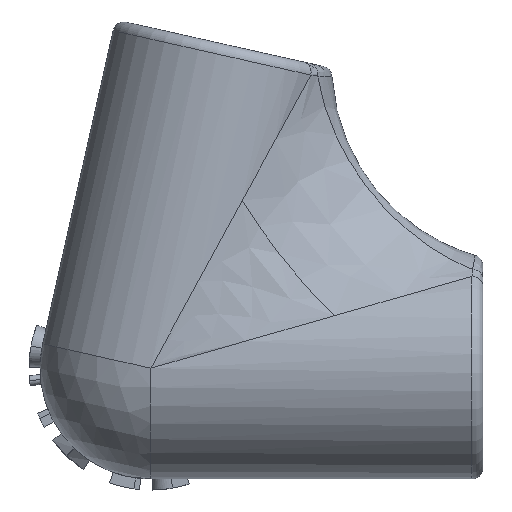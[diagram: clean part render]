
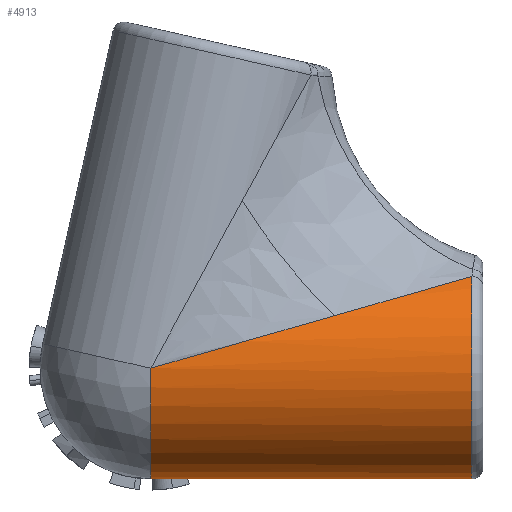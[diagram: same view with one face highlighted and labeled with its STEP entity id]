
A CAD part, front view. The second image highlights one B-rep face of the part: STEP entity #4913.
In plain terms, the highlighted cylindrical face has radius 5 mm (diameter 10 mm), a partial arc.
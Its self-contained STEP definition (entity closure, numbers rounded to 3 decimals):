
#17 = CARTESIAN_POINT ( 'NONE',  ( 12.342, -3.544, 3.527 ) ) ;
#51 = CARTESIAN_POINT ( 'NONE',  ( 11.444, -3.782, 3.271 ) ) ;
#90 = CARTESIAN_POINT ( 'NONE',  ( 14.223, -2.911, 4.065 ) ) ;
#112 = CYLINDRICAL_SURFACE ( 'NONE', #399, 5. ) ;
#126 = CARTESIAN_POINT ( 'NONE',  ( 10.685, -3.961, 3.054 ) ) ;
#212 = DIRECTION ( 'NONE',  ( -1., 0., 0. ) ) ;
#219 = AXIS2_PLACEMENT_3D ( 'NONE', #709, #212, #1809 ) ;
#342 = CARTESIAN_POINT ( 'NONE',  ( 14.5, -2.797, 4.144 ) ) ;
#399 = AXIS2_PLACEMENT_3D ( 'NONE', #509, #2661, #2133 ) ;
#509 = CARTESIAN_POINT ( 'NONE',  ( 15., 0., 0. ) ) ;
#525 = CARTESIAN_POINT ( 'NONE',  ( 9.927, -4.117, 2.837 ) ) ;
#550 = CARTESIAN_POINT ( 'NONE',  ( 10.227, -4.057, 2.923 ) ) ;
#599 = CARTESIAN_POINT ( 'NONE',  ( 0., 0., -5. ) ) ;
#623 = CARTESIAN_POINT ( 'NONE',  ( 13.961, -3.014, 3.99 ) ) ;
#645 = EDGE_LOOP ( 'NONE', ( #4319, #6141, #752, #5772, #1589, #1350, #4559 ) ) ;
#709 = CARTESIAN_POINT ( 'NONE',  ( 14.5, 0., 0. ) ) ;
#752 = ORIENTED_EDGE ( 'NONE', *, *, #6163, .T. ) ;
#780 = CARTESIAN_POINT ( 'NONE',  ( 0., 0., 0. ) ) ;
#789 = CIRCLE ( 'NONE', #219, 5. ) ;
#814 = DIRECTION ( 'NONE',  ( 0., 0., -1. ) ) ;
#953 = CARTESIAN_POINT ( 'NONE',  ( 0., -5., 0. ) ) ;
#1062 = CARTESIAN_POINT ( 'NONE',  ( 12.441, -3.515, 3.556 ) ) ;
#1072 = CARTESIAN_POINT ( 'NONE',  ( 19.38, 6.922, -0.647 ) ) ;
#1187 = FACE_OUTER_BOUND ( 'NONE', #645, .T. ) ;
#1201 = CARTESIAN_POINT ( 'NONE',  ( 8.297, -4.402, 2.371 ) ) ;
#1280 = CARTESIAN_POINT ( 'NONE',  ( 14.5, 0., 0. ) ) ;
#1301 =( BOUNDED_CURVE ( )  B_SPLINE_CURVE ( 3, ( #5854, #3661, #1544, #6232 ),
 .UNSPECIFIED., .F., .T. ) 
 B_SPLINE_CURVE_WITH_KNOTS ( ( 4, 4 ),
 ( 2.246, 2.548 ),
 .UNSPECIFIED. ) 
 CURVE ( )  GEOMETRIC_REPRESENTATION_ITEM ( )  RATIONAL_B_SPLINE_CURVE ( ( 1., 0.992, 0.992, 1. ) ) 
 REPRESENTATION_ITEM ( '' )  );
#1350 = ORIENTED_EDGE ( 'NONE', *, *, #2658, .T. ) ;
#1544 = CARTESIAN_POINT ( 'NONE',  ( 13.51, 3.216, 3.862 ) ) ;
#1589 = ORIENTED_EDGE ( 'NONE', *, *, #3966, .T. ) ;
#1628 = CARTESIAN_POINT ( 'NONE',  ( 11.62, -3.738, 3.321 ) ) ;
#1647 = CARTESIAN_POINT ( 'NONE',  ( 0., -5., 0. ) ) ;
#1662 = CARTESIAN_POINT ( 'NONE',  ( 13.144, -3.299, 3.757 ) ) ;
#1695 = CARTESIAN_POINT ( 'NONE',  ( 12.614, -3.465, 3.605 ) ) ;
#1766 = CARTESIAN_POINT ( 'NONE',  ( 8.828, -4.32, 2.523 ) ) ;
#1809 = DIRECTION ( 'NONE',  ( 0., 0., -1. ) ) ;
#2021 =( BOUNDED_CURVE ( )  B_SPLINE_CURVE ( 3, ( #3800, #3222, #6562, #1647 ),
 .UNSPECIFIED., .F., .T. ) 
 B_SPLINE_CURVE_WITH_KNOTS ( ( 4, 4 ),
 ( 4.218, 4.712 ),
 .UNSPECIFIED. ) 
 CURVE ( )  GEOMETRIC_REPRESENTATION_ITEM ( )  RATIONAL_B_SPLINE_CURVE ( ( 1., 0.98, 0.98, 1. ) ) 
 REPRESENTATION_ITEM ( '' )  );
#2030 = CARTESIAN_POINT ( 'NONE',  ( 0., 0., -5. ) ) ;
#2133 = DIRECTION ( 'NONE',  ( 0., 0., 1. ) ) ;
#2147 = CARTESIAN_POINT ( 'NONE',  ( 9.893, -4.124, 2.827 ) ) ;
#2174 = CARTESIAN_POINT ( 'NONE',  ( 12.248, -3.57, 3.501 ) ) ;
#2208 = CARTESIAN_POINT ( 'NONE',  ( 13.047, -3.331, 3.729 ) ) ;
#2274 = CARTESIAN_POINT ( 'NONE',  ( 11.52, -3.763, 3.293 ) ) ;
#2658 = EDGE_CURVE ( 'NONE', #5490, #5043, #5990, .T. ) ;
#2660 = EDGE_CURVE ( 'NONE', #5877, #4763, #1301, .T. ) ;
#2661 = DIRECTION ( 'NONE',  ( -1., 0., 0. ) ) ;
#2673 = CARTESIAN_POINT ( 'NONE',  ( 14.15, -2.941, 4.044 ) ) ;
#2704 = CARTESIAN_POINT ( 'NONE',  ( 14.432, -2.826, 4.125 ) ) ;
#2713 = CARTESIAN_POINT ( 'NONE',  ( 13.523, 4.83, -5. ) ) ;
#2921 = DIRECTION ( 'NONE',  ( 1., 0., 0. ) ) ;
#2986 = DIRECTION ( 'NONE',  ( 0., 0., -1. ) ) ;
#3222 = CARTESIAN_POINT ( 'NONE',  ( 5.734, -4.797, 1.639 ) ) ;
#3303 = CARTESIAN_POINT ( 'NONE',  ( 9.353, -4.229, 2.673 ) ) ;
#3536 = CARTESIAN_POINT ( 'NONE',  ( 14.5, 0., -5. ) ) ;
#3661 = CARTESIAN_POINT ( 'NONE',  ( 12.312, 3.588, 3.519 ) ) ;
#3799 = CIRCLE ( 'NONE', #6169, 5. ) ;
#3800 = CARTESIAN_POINT ( 'NONE',  ( 8.297, -4.402, 2.371 ) ) ;
#3820 = CARTESIAN_POINT ( 'NONE',  ( 10.931, 3.904, 3.124 ) ) ;
#3843 = CARTESIAN_POINT ( 'NONE',  ( 11.791, -3.694, 3.37 ) ) ;
#3879 = CARTESIAN_POINT ( 'NONE',  ( 12.817, -3.404, 3.663 ) ) ;
#3966 = EDGE_CURVE ( 'NONE', #5094, #5490, #2021, .T. ) ;
#4032 = CARTESIAN_POINT ( 'NONE',  ( 10.931, 3.904, 3.124 ) ) ;
#4313 = EDGE_CURVE ( 'NONE', #5043, #5877, #5176, .T. ) ;
#4319 = ORIENTED_EDGE ( 'NONE', *, *, #2660, .T. ) ;
#4336 = CARTESIAN_POINT ( 'NONE',  ( 11.55, -3.755, 3.301 ) ) ;
#4374 = CARTESIAN_POINT ( 'NONE',  ( 14.5, 2.797, 4.144 ) ) ;
#4443 = CARTESIAN_POINT ( 'NONE',  ( 13.239, -3.268, 3.784 ) ) ;
#4467 = EDGE_CURVE ( 'NONE', #4763, #4528, #789, .T. ) ;
#4528 = VERTEX_POINT ( 'NONE', #3536 ) ;
#4559 = ORIENTED_EDGE ( 'NONE', *, *, #4313, .T. ) ;
#4582 = DIRECTION ( 'NONE',  ( -1., 0., 0. ) ) ;
#4763 = VERTEX_POINT ( 'NONE', #4374 ) ;
#4870 = CARTESIAN_POINT ( 'NONE',  ( 13.42, -3.208, 3.836 ) ) ;
#4913 = ADVANCED_FACE ( 'NONE', ( #1187 ), #112, .T. ) ;
#4976 = CARTESIAN_POINT ( 'NONE',  ( 11.125, -3.86, 3.18 ) ) ;
#5043 = VERTEX_POINT ( 'NONE', #2030 ) ;
#5094 = VERTEX_POINT ( 'NONE', #5703 ) ;
#5176 =( BOUNDED_CURVE ( )  B_SPLINE_CURVE ( 3, ( #599, #2713, #1072, #3820 ),
 .UNSPECIFIED., .F., .T. ) 
 B_SPLINE_CURVE_WITH_KNOTS ( ( 4, 4 ),
 ( 1.571, 3.817 ),
 .UNSPECIFIED. ) 
 CURVE ( )  GEOMETRIC_REPRESENTATION_ITEM ( )  RATIONAL_B_SPLINE_CURVE ( ( 1., 0.622, 0.622, 1. ) ) 
 REPRESENTATION_ITEM ( '' )  );
#5405 = CARTESIAN_POINT ( 'NONE',  ( 12.024, -3.633, 3.436 ) ) ;
#5490 = VERTEX_POINT ( 'NONE', #953 ) ;
#5510 = CARTESIAN_POINT ( 'NONE',  ( 13.209, -3.278, 3.775 ) ) ;
#5703 = CARTESIAN_POINT ( 'NONE',  ( 8.297, -4.402, 2.371 ) ) ;
#5772 = ORIENTED_EDGE ( 'NONE', *, *, #6260, .T. ) ;
#5815 = B_SPLINE_CURVE_WITH_KNOTS ( 'NONE', 3,
 ( #342, #2704, #6578, #90, #2673, #623, #6475, #4870, #4443, #5510, #1662, #2208, #3879, #1695, #1062, #6614, #17, #2174, #5405, #3843, #1628, #5971, #4336, #2274, #51, #4976, #126, #550, #6044, #525, #2147, #6507, #3303, #1766, #1201 ),
 .UNSPECIFIED., .F., .F.,
 ( 4, 2, 2, 1, 2, 2, 1, 1, 2, 2, 1, 1, 1, 2, 2, 1, 1, 1, 1, 2, 2, 1, 4 ),
 ( 0.074, 0.103, 0.132, 0.19, 0.248, 0.262, 0.276, 0.305, 0.363, 0.378, 0.392, 0.421, 0.479, 0.494, 0.501, 0.508, 0.537, 0.653, 0.711, 0.74, 0.754, 0.768, 1. ),
 .UNSPECIFIED. ) ;
#5854 = CARTESIAN_POINT ( 'NONE',  ( 10.931, 3.904, 3.124 ) ) ;
#5877 = VERTEX_POINT ( 'NONE', #4032 ) ;
#5971 = CARTESIAN_POINT ( 'NONE',  ( 11.569, -3.751, 3.307 ) ) ;
#5990 = CIRCLE ( 'NONE', #6902, 5. ) ;
#6044 = CARTESIAN_POINT ( 'NONE',  ( 10.028, -4.097, 2.866 ) ) ;
#6141 = ORIENTED_EDGE ( 'NONE', *, *, #4467, .T. ) ;
#6163 = EDGE_CURVE ( 'NONE', #4528, #6554, #3799, .T. ) ;
#6169 = AXIS2_PLACEMENT_3D ( 'NONE', #1280, #4582, #2986 ) ;
#6232 = CARTESIAN_POINT ( 'NONE',  ( 14.5, 2.797, 4.144 ) ) ;
#6260 = EDGE_CURVE ( 'NONE', #6554, #5094, #5815, .T. ) ;
#6465 = CARTESIAN_POINT ( 'NONE',  ( 14.5, -2.797, 4.144 ) ) ;
#6475 = CARTESIAN_POINT ( 'NONE',  ( 13.699, -3.111, 3.915 ) ) ;
#6507 = CARTESIAN_POINT ( 'NONE',  ( 9.836, -4.135, 2.811 ) ) ;
#6554 = VERTEX_POINT ( 'NONE', #6465 ) ;
#6562 = CARTESIAN_POINT ( 'NONE',  ( 2.911, -5., 0.832 ) ) ;
#6578 = CARTESIAN_POINT ( 'NONE',  ( 14.363, -2.855, 4.105 ) ) ;
#6614 = CARTESIAN_POINT ( 'NONE',  ( 12.404, -3.526, 3.545 ) ) ;
#6902 = AXIS2_PLACEMENT_3D ( 'NONE', #780, #2921, #814 ) ;
